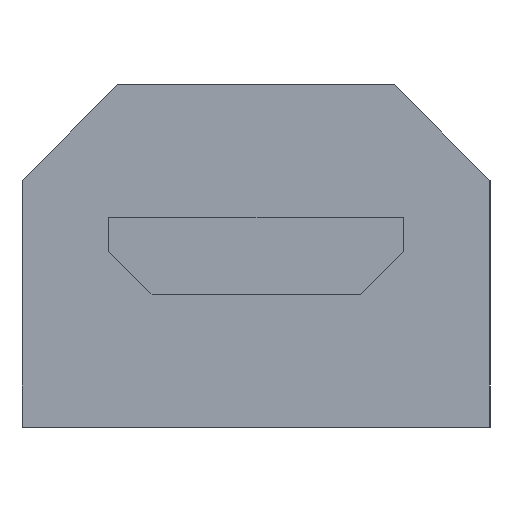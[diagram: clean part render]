
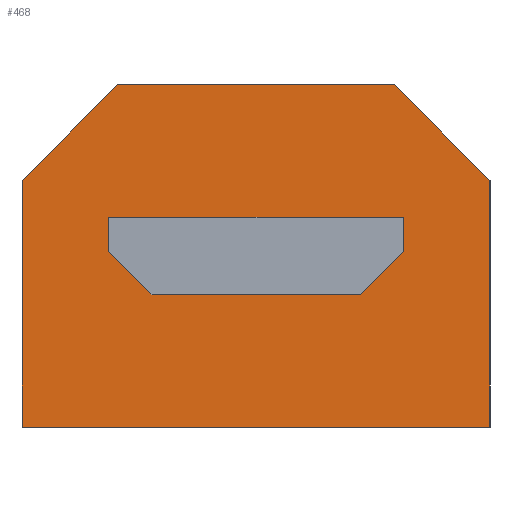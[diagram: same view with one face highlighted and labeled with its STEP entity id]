
A CAD part, left-side view. The second image highlights one B-rep face of the part: STEP entity #468.
In plain terms, the highlighted planar face has unit normal (-1, 0, 0).
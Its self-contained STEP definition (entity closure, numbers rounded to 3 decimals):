
#17=FACE_BOUND('',#92,.T.);
#37=PLANE('',#518);
#63=FACE_OUTER_BOUND('',#91,.T.);
#91=EDGE_LOOP('',(#417,#418,#419,#420,#421,#422));
#92=EDGE_LOOP('',(#423,#424,#425,#426,#427,#428));
#115=LINE('',#713,#168);
#119=LINE('',#720,#172);
#125=LINE('',#732,#178);
#126=LINE('',#735,#179);
#129=LINE('',#740,#182);
#130=LINE('',#742,#183);
#133=LINE('',#750,#186);
#137=LINE('',#757,#190);
#142=LINE('',#768,#195);
#144=LINE('',#772,#197);
#145=LINE('',#774,#198);
#146=LINE('',#775,#199);
#168=VECTOR('',#587,10.);
#172=VECTOR('',#593,10.);
#178=VECTOR('',#603,10.);
#179=VECTOR('',#606,10.);
#182=VECTOR('',#611,10.);
#183=VECTOR('',#614,10.);
#186=VECTOR('',#619,10.);
#190=VECTOR('',#625,10.);
#195=VECTOR('',#634,10.);
#197=VECTOR('',#638,10.);
#198=VECTOR('',#639,10.);
#199=VECTOR('',#640,10.);
#230=VERTEX_POINT('',#710);
#231=VERTEX_POINT('',#712);
#233=VERTEX_POINT('',#718);
#237=VERTEX_POINT('',#730);
#238=VERTEX_POINT('',#734);
#239=VERTEX_POINT('',#738);
#242=VERTEX_POINT('',#747);
#243=VERTEX_POINT('',#749);
#245=VERTEX_POINT('',#755);
#249=VERTEX_POINT('',#767);
#250=VERTEX_POINT('',#771);
#251=VERTEX_POINT('',#773);
#281=EDGE_CURVE('',#230,#231,#115,.F.);
#285=EDGE_CURVE('',#230,#233,#119,.T.);
#291=EDGE_CURVE('',#237,#233,#125,.F.);
#292=EDGE_CURVE('',#238,#231,#126,.T.);
#295=EDGE_CURVE('',#237,#239,#129,.T.);
#296=EDGE_CURVE('',#239,#238,#130,.T.);
#299=EDGE_CURVE('',#242,#243,#133,.T.);
#303=EDGE_CURVE('',#245,#242,#137,.T.);
#308=EDGE_CURVE('',#249,#245,#142,.T.);
#310=EDGE_CURVE('',#250,#249,#144,.T.);
#311=EDGE_CURVE('',#250,#251,#145,.T.);
#312=EDGE_CURVE('',#251,#243,#146,.T.);
#417=ORIENTED_EDGE('',*,*,#299,.F.);
#418=ORIENTED_EDGE('',*,*,#303,.F.);
#419=ORIENTED_EDGE('',*,*,#308,.F.);
#420=ORIENTED_EDGE('',*,*,#310,.F.);
#421=ORIENTED_EDGE('',*,*,#311,.T.);
#422=ORIENTED_EDGE('',*,*,#312,.T.);
#423=ORIENTED_EDGE('',*,*,#292,.T.);
#424=ORIENTED_EDGE('',*,*,#281,.F.);
#425=ORIENTED_EDGE('',*,*,#285,.T.);
#426=ORIENTED_EDGE('',*,*,#291,.F.);
#427=ORIENTED_EDGE('',*,*,#295,.T.);
#428=ORIENTED_EDGE('',*,*,#296,.T.);
#468=ADVANCED_FACE('',(#63,#17),#37,.T.);
#518=AXIS2_PLACEMENT_3D('',#770,#636,#637);
#587=DIRECTION('',(0.,0.707,-0.707));
#593=DIRECTION('',(0.,1.,0.));
#603=DIRECTION('',(0.,0.707,0.707));
#606=DIRECTION('',(0.,0.,-1.));
#611=DIRECTION('',(0.,0.,1.));
#614=DIRECTION('',(0.,-1.,0.));
#619=DIRECTION('',(0.,-0.707,-0.707));
#625=DIRECTION('',(0.,-1.,0.));
#634=DIRECTION('',(0.,-0.707,0.707));
#636=DIRECTION('center_axis',(-1.,0.,0.));
#637=DIRECTION('ref_axis',(0.,-1.,0.));
#638=DIRECTION('',(0.,0.,1.));
#639=DIRECTION('',(0.,-1.,0.));
#640=DIRECTION('',(0.,0.,1.));
#710=CARTESIAN_POINT('',(0.,3.,3.05));
#712=CARTESIAN_POINT('',(0.,2.,4.05));
#713=CARTESIAN_POINT('',(0.,5.463,0.588));
#718=CARTESIAN_POINT('',(0.,7.8,3.05));
#720=CARTESIAN_POINT('',(0.,9.8,3.05));
#730=CARTESIAN_POINT('',(0.,8.8,4.05));
#732=CARTESIAN_POINT('',(0.,8.038,3.288));
#734=CARTESIAN_POINT('',(0.,2.,4.85));
#735=CARTESIAN_POINT('',(0.,2.,1.525));
#738=CARTESIAN_POINT('',(0.,8.8,4.85));
#740=CARTESIAN_POINT('',(0.,8.8,2.425));
#742=CARTESIAN_POINT('',(0.,6.4,4.85));
#747=CARTESIAN_POINT('',(0.,2.2,7.9));
#749=CARTESIAN_POINT('',(0.,0.,5.7));
#750=CARTESIAN_POINT('',(0.,1.825,7.525));
#755=CARTESIAN_POINT('',(0.,8.6,7.9));
#757=CARTESIAN_POINT('',(0.,10.8,7.9));
#767=CARTESIAN_POINT('',(0.,10.8,5.7));
#768=CARTESIAN_POINT('',(0.,11.675,4.825));
#770=CARTESIAN_POINT('Origin',(0.,10.8,0.));
#771=CARTESIAN_POINT('',(0.,10.8,0.));
#772=CARTESIAN_POINT('',(0.,10.8,0.));
#773=CARTESIAN_POINT('',(0.,0.,0.));
#774=CARTESIAN_POINT('',(0.,10.8,0.));
#775=CARTESIAN_POINT('',(0.,0.,0.));
